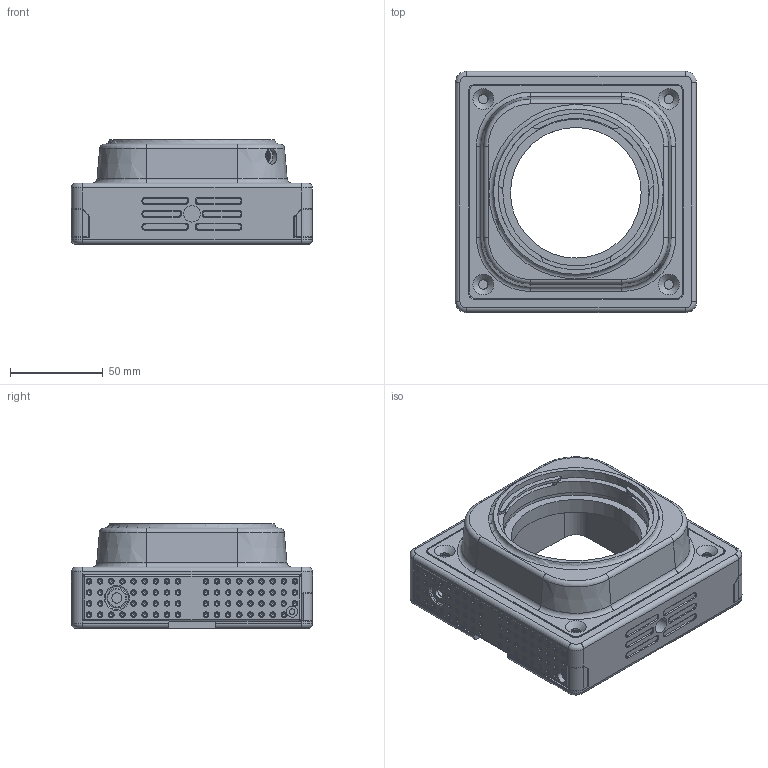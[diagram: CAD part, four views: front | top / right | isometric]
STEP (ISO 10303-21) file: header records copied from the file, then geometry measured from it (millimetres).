
FILE_DESCRIPTION(/* description */ (''),/* implementation_level */ '2;1');
FILE_NAME(/* name */ 'Argent eye.step',/* time_stamp */ '2020-03-16T02:27:35+01:00',/* author */ (''),/* organization */ (''),/* preprocessor_version */ 'ST-DEVELOPER v18',/* originating_system */ 'Autodesk Translation Framework v8.12.0.6',/* authorisation */ '');
FILE_SCHEMA (('AUTOMOTIVE_DESIGN { 1 0 10303 214 3 1 1 }'));
Products named in the file (9): Argent eye; Cone; flange_retainer; Flange; LockingTab_right; LockingTab_left; Panel_left; Panel_right; Body
Assembly tree (8 placements, depth 2):
  Argent eye
    Cone
    flange_retainer
    Flange
    LockingTab_right
    LockingTab_left
    Panel_left
    Panel_right
    Body
Bounding box: 130.1 x 130 x 56.5 mm (x, y, z)
Volume: 358258.8 mm3; surface area: 132326.8 mm2
Topology: 8 solids, 8 shells, 1506 faces, 3995 edges, 2560 vertices
Faces by surface type: cylinder 631, plane 345, sphere 247, torus 227, bspline 47, cone 9
Full cylindrical faces by diameter (mm): 2 x134, 3 x7, 3.1 x1, 3.2 x1, 3.4 x1, 3.783 x14, 4 x5, 4.613 x10, 5 x4, 5.035 x12, 5.5 x2, 6 x7, 6.147 x12, 6.4 x1, 6.5 x5, 8.4 x1, 8.9 x1, 12.5 x2, 70.398 x1, 79 x2, 84.2 x1, 88 x1, 88.2 x2
Entity records: 52224 total; most frequent: CARTESIAN_POINT 13682, DIRECTION 8739, ORIENTED_EDGE 7688, EDGE_CURVE 3844, AXIS2_PLACEMENT_3D 3636, VERTEX_POINT 2556, CIRCLE 2142, EDGE_LOOP 1744
